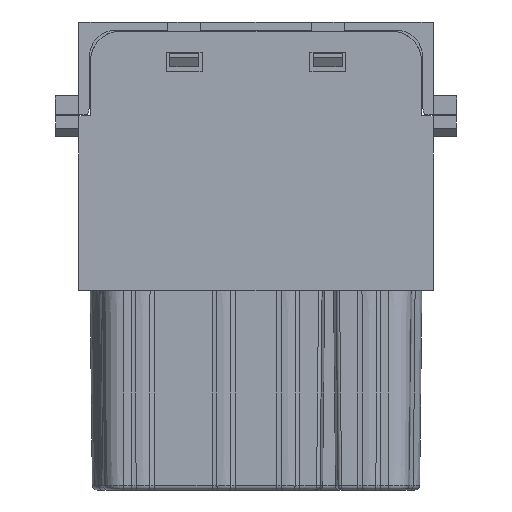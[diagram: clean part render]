
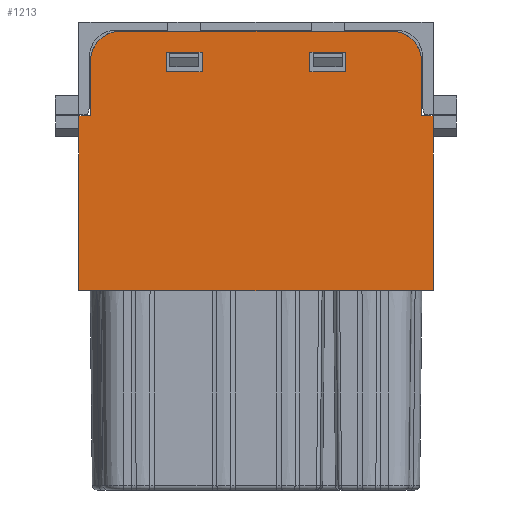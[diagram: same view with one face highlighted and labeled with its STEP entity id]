
A CAD part, front view. The second image highlights one B-rep face of the part: STEP entity #1213.
In plain terms, the highlighted planar face has unit normal (0, -1, 0).
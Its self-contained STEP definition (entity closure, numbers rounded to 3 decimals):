
#934=FACE_BOUND('',#3471,.T.);
#935=FACE_BOUND('',#3472,.T.);
#936=FACE_BOUND('',#3473,.T.);
#1213=ADVANCED_FACE('',(#934,#935,#936),#2108,.T.);
#2108=PLANE('',#16864);
#3471=EDGE_LOOP('',(#5288,#5289,#5290,#5291,#5292,#5293,#5294,#5295,#5296,
#5297));
#3472=EDGE_LOOP('',(#5298,#5299,#5300,#5301));
#3473=EDGE_LOOP('',(#5302,#5303,#5304,#5305));
#4628=CIRCLE('',#16862,2.5);
#4629=CIRCLE('',#16863,2.5);
#5288=ORIENTED_EDGE('',*,*,#11574,.F.);
#5289=ORIENTED_EDGE('',*,*,#11681,.T.);
#5290=ORIENTED_EDGE('',*,*,#11682,.T.);
#5291=ORIENTED_EDGE('',*,*,#11683,.T.);
#5292=ORIENTED_EDGE('',*,*,#11684,.T.);
#5293=ORIENTED_EDGE('',*,*,#11685,.F.);
#5294=ORIENTED_EDGE('',*,*,#11686,.T.);
#5295=ORIENTED_EDGE('',*,*,#11687,.F.);
#5296=ORIENTED_EDGE('',*,*,#11688,.T.);
#5297=ORIENTED_EDGE('',*,*,#11689,.F.);
#5298=ORIENTED_EDGE('',*,*,#11690,.F.);
#5299=ORIENTED_EDGE('',*,*,#11691,.T.);
#5300=ORIENTED_EDGE('',*,*,#11692,.T.);
#5301=ORIENTED_EDGE('',*,*,#11693,.F.);
#5302=ORIENTED_EDGE('',*,*,#11694,.F.);
#5303=ORIENTED_EDGE('',*,*,#11695,.T.);
#5304=ORIENTED_EDGE('',*,*,#11696,.T.);
#5305=ORIENTED_EDGE('',*,*,#11697,.F.);
#9952=VERTEX_POINT('',#22884);
#9953=VERTEX_POINT('',#22885);
#10058=VERTEX_POINT('',#23134);
#10059=VERTEX_POINT('',#23136);
#10060=VERTEX_POINT('',#23138);
#10061=VERTEX_POINT('',#23140);
#10062=VERTEX_POINT('',#23142);
#10063=VERTEX_POINT('',#23144);
#10064=VERTEX_POINT('',#23146);
#10065=VERTEX_POINT('',#23148);
#10066=VERTEX_POINT('',#23151);
#10067=VERTEX_POINT('',#23152);
#10068=VERTEX_POINT('',#23154);
#10069=VERTEX_POINT('',#23156);
#10070=VERTEX_POINT('',#23159);
#10071=VERTEX_POINT('',#23160);
#10072=VERTEX_POINT('',#23162);
#10073=VERTEX_POINT('',#23164);
#11574=EDGE_CURVE('',#9952,#9953,#13850,.T.);
#11681=EDGE_CURVE('',#9952,#10058,#13901,.T.);
#11682=EDGE_CURVE('',#10058,#10059,#13902,.T.);
#11683=EDGE_CURVE('',#10059,#10060,#13903,.T.);
#11684=EDGE_CURVE('',#10060,#10061,#4628,.T.);
#11685=EDGE_CURVE('',#10062,#10061,#13904,.T.);
#11686=EDGE_CURVE('',#10062,#10063,#4629,.T.);
#11687=EDGE_CURVE('',#10064,#10063,#13905,.T.);
#11688=EDGE_CURVE('',#10064,#10065,#13906,.T.);
#11689=EDGE_CURVE('',#9953,#10065,#13907,.T.);
#11690=EDGE_CURVE('',#10066,#10067,#13908,.T.);
#11691=EDGE_CURVE('',#10066,#10068,#13909,.T.);
#11692=EDGE_CURVE('',#10068,#10069,#13910,.T.);
#11693=EDGE_CURVE('',#10067,#10069,#13911,.T.);
#11694=EDGE_CURVE('',#10070,#10071,#13912,.T.);
#11695=EDGE_CURVE('',#10070,#10072,#13913,.T.);
#11696=EDGE_CURVE('',#10072,#10073,#13914,.T.);
#11697=EDGE_CURVE('',#10071,#10073,#13915,.T.);
#13850=LINE('',#22883,#15274);
#13901=LINE('',#23133,#15325);
#13902=LINE('',#23135,#15326);
#13903=LINE('',#23137,#15327);
#13904=LINE('',#23141,#15328);
#13905=LINE('',#23145,#15329);
#13906=LINE('',#23147,#15330);
#13907=LINE('',#23149,#15331);
#13908=LINE('',#23150,#15332);
#13909=LINE('',#23153,#15333);
#13910=LINE('',#23155,#15334);
#13911=LINE('',#23157,#15335);
#13912=LINE('',#23158,#15336);
#13913=LINE('',#23161,#15337);
#13914=LINE('',#23163,#15338);
#13915=LINE('',#23165,#15339);
#15274=VECTOR('',#18428,1.);
#15325=VECTOR('',#18665,1.);
#15326=VECTOR('',#18666,1.);
#15327=VECTOR('',#18667,1.);
#15328=VECTOR('',#18670,1.);
#15329=VECTOR('',#18673,1.);
#15330=VECTOR('',#18674,1.);
#15331=VECTOR('',#18675,1.);
#15332=VECTOR('',#18676,1.);
#15333=VECTOR('',#18677,1.);
#15334=VECTOR('',#18678,1.);
#15335=VECTOR('',#18679,1.);
#15336=VECTOR('',#18680,1.);
#15337=VECTOR('',#18681,1.);
#15338=VECTOR('',#18682,1.);
#15339=VECTOR('',#18683,1.);
#16862=AXIS2_PLACEMENT_3D('',#23139,#18668,#18669);
#16863=AXIS2_PLACEMENT_3D('',#23143,#18671,#18672);
#16864=AXIS2_PLACEMENT_3D('',#23166,#18684,#18685);
#18428=DIRECTION('',(-1.,0.,0.));
#18665=DIRECTION('',(0.,0.,1.));
#18666=DIRECTION('',(-1.,0.,0.));
#18667=DIRECTION('',(0.,0.,1.));
#18668=DIRECTION('',(0.,-1.,0.));
#18669=DIRECTION('',(1.,0.,0.));
#18670=DIRECTION('',(1.,0.,0.));
#18671=DIRECTION('',(0.,-1.,0.));
#18672=DIRECTION('',(1.,0.,0.));
#18673=DIRECTION('',(0.,0.,1.));
#18674=DIRECTION('',(-1.,0.,0.));
#18675=DIRECTION('',(0.,0.,1.));
#18676=DIRECTION('',(1.,0.,0.));
#18677=DIRECTION('',(0.,0.,1.));
#18678=DIRECTION('',(1.,0.,0.));
#18679=DIRECTION('',(0.,0.,1.));
#18680=DIRECTION('',(0.,0.,1.));
#18681=DIRECTION('',(-1.,0.,0.));
#18682=DIRECTION('',(0.,0.,1.));
#18683=DIRECTION('',(-1.,0.,0.));
#18684=DIRECTION('',(0.,-1.,0.));
#18685=DIRECTION('',(1.,0.,0.));
#22883=CARTESIAN_POINT('',(-14.075,-14.55,-22.8));
#22884=CARTESIAN_POINT('',(15.1,-14.55,-22.8));
#22885=CARTESIAN_POINT('',(-15.1,-14.55,-22.8));
#23133=CARTESIAN_POINT('',(15.1,-14.55,-37.4));
#23134=CARTESIAN_POINT('',(15.1,-14.55,-7.9));
#23135=CARTESIAN_POINT('',(-14.075,-14.55,-7.9));
#23136=CARTESIAN_POINT('',(14.1,-14.55,-7.9));
#23137=CARTESIAN_POINT('',(14.1,-14.55,-37.4));
#23138=CARTESIAN_POINT('',(14.1,-14.55,-3.2));
#23139=CARTESIAN_POINT('',(11.6,-14.55,-3.2));
#23140=CARTESIAN_POINT('',(11.6,-14.55,-0.7));
#23141=CARTESIAN_POINT('',(-14.075,-14.55,-0.7));
#23142=CARTESIAN_POINT('',(-11.6,-14.55,-0.7));
#23143=CARTESIAN_POINT('',(-11.6,-14.55,-3.2));
#23144=CARTESIAN_POINT('',(-14.1,-14.55,-3.2));
#23145=CARTESIAN_POINT('',(-14.1,-14.55,-37.4));
#23146=CARTESIAN_POINT('',(-14.1,-14.55,-7.9));
#23147=CARTESIAN_POINT('',(-14.075,-14.55,-7.9));
#23148=CARTESIAN_POINT('',(-15.1,-14.55,-7.9));
#23149=CARTESIAN_POINT('',(-15.1,-14.55,-37.4));
#23150=CARTESIAN_POINT('',(0.,-14.55,-4.15));
#23151=CARTESIAN_POINT('',(4.6,-14.55,-4.15));
#23152=CARTESIAN_POINT('',(7.65,-14.55,-4.15));
#23153=CARTESIAN_POINT('',(4.6,-14.55,-37.4));
#23154=CARTESIAN_POINT('',(4.6,-14.55,-2.5));
#23155=CARTESIAN_POINT('',(-9.65,-14.55,-2.5));
#23156=CARTESIAN_POINT('',(7.65,-14.55,-2.5));
#23157=CARTESIAN_POINT('',(7.65,-14.55,-37.4));
#23158=CARTESIAN_POINT('',(-4.6,-14.55,-37.4));
#23159=CARTESIAN_POINT('',(-4.6,-14.55,-4.15));
#23160=CARTESIAN_POINT('',(-4.6,-14.55,-2.5));
#23161=CARTESIAN_POINT('',(0.,-14.55,-4.15));
#23162=CARTESIAN_POINT('',(-7.65,-14.55,-4.15));
#23163=CARTESIAN_POINT('',(-7.65,-14.55,-37.4));
#23164=CARTESIAN_POINT('',(-7.65,-14.55,-2.5));
#23165=CARTESIAN_POINT('',(9.65,-14.55,-2.5));
#23166=CARTESIAN_POINT('',(-14.075,-14.55,-37.4));
